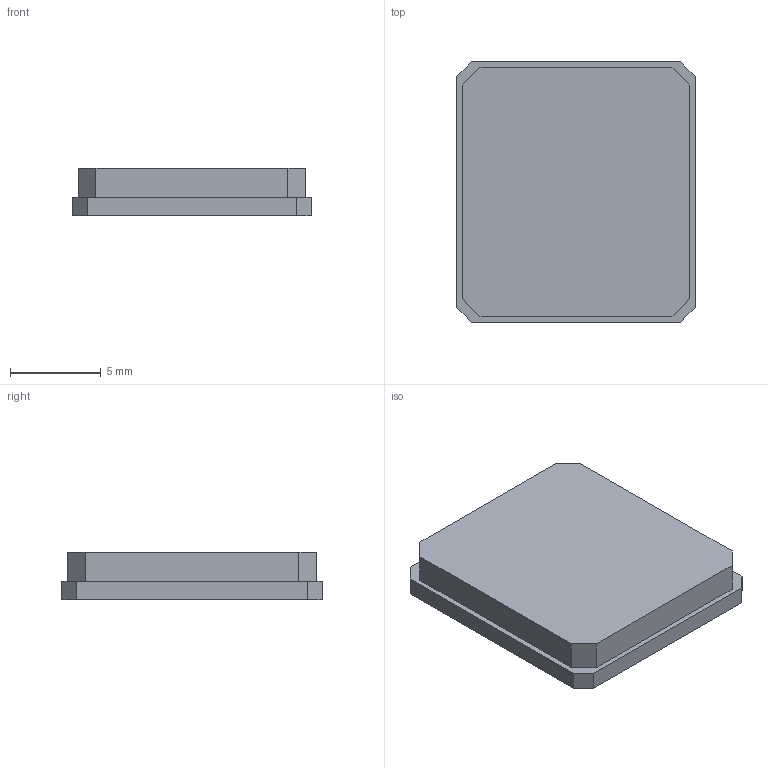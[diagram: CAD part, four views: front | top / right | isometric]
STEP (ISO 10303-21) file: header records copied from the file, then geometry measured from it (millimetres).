
FILE_DESCRIPTION(('FreeCAD Model'),'2;1');
FILE_NAME('xE310.step', '2019-09-05T13:48:57',('Author'),(''), 'Open CASCADE STEP processor 7.3','FreeCAD','Unknown');
FILE_SCHEMA(('AUTOMOTIVE_DESIGN { 1 0 10303 214 1 1 1 1 }'));
Length unit declared in the file: millimetre
Products named in the file (5): Designator2; 6199157568; Extruded; 6199157088; Extruded001
Assembly tree (4 placements, depth 3):
  Designator2
    6199157568
      Extruded
    6199157088
      Extruded001
Bounding box: 13.1 x 14.3 x 2.6 mm (x, y, z)
Volume: 457 mm3; surface area: 843.9 mm2
Topology: 2 solids, 2 shells, 20 faces, 48 edges, 32 vertices
Faces by surface type: plane 20
Entity records: 1298 total; most frequent: CARTESIAN_POINT 201, DIRECTION 194, LINE 144, VECTOR 144, ORIENTED_EDGE 96, PCURVE 96, DEFINITIONAL_REPRESENTATION 96, EDGE_CURVE 48
